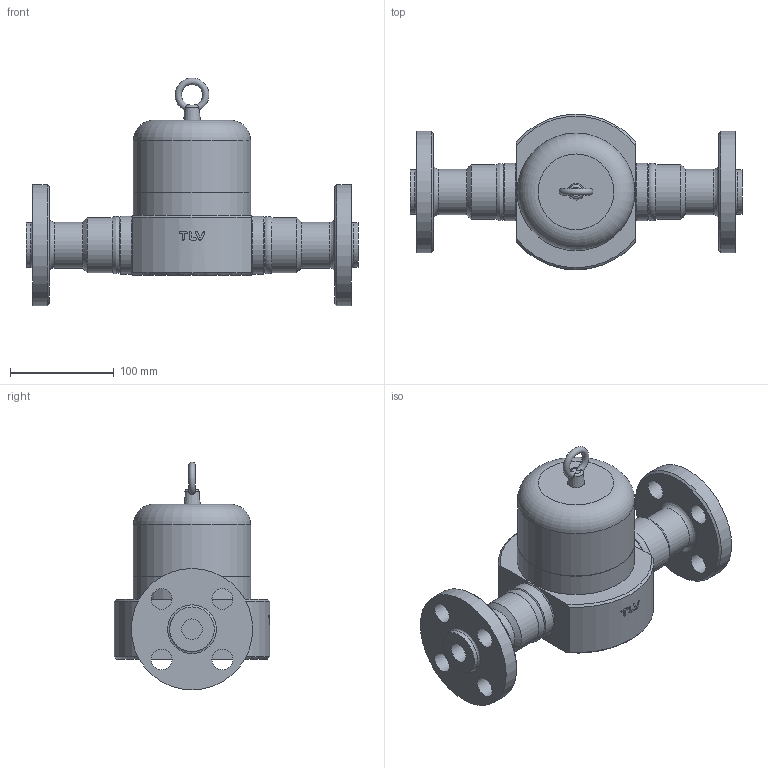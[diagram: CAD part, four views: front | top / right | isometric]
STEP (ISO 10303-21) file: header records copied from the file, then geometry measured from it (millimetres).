
FILE_DESCRIPTION((''),'2;1');
FILE_NAME('hr15a-020-a0600-00.stp','2010-05-10T11:01:36',('nakaot'),(''),'Autodesk Inventor 2008','Autodesk Inventor 2008','');
FILE_SCHEMA(('AUTOMOTIVE_DESIGN { 1 0 10303 214 1 1 1 1 }'));
Length unit declared in the file: millimetre
Products named in the file (1): hr15a-020-a0600-00
Bounding box: 320 x 150 x 219.6 mm (x, y, z)
Volume: 2428224.3 mm3; surface area: 173357.1 mm2
Topology: 3 solids, 3 shells, 100 faces, 224 edges, 141 vertices
Faces by surface type: bspline 39, plane 26, cylinder 20, cone 10, torus 5
Full cylindrical faces by diameter (mm): 20 x5, 33.9 x1, 42.9 x1, 44 x1, 53 x1, 55.5 x2, 110.8 x1, 113 x1, 113.4 x1, 117 x1
Entity records: 7907 total; most frequent: CARTESIAN_POINT 5991, ORIENTED_EDGE 356, DIRECTION 326, EDGE_CURVE 178, EDGE_LOOP 171, AXIS2_PLACEMENT_3D 143, VERTEX_POINT 137, FACE_OUTER_BOUND 100
